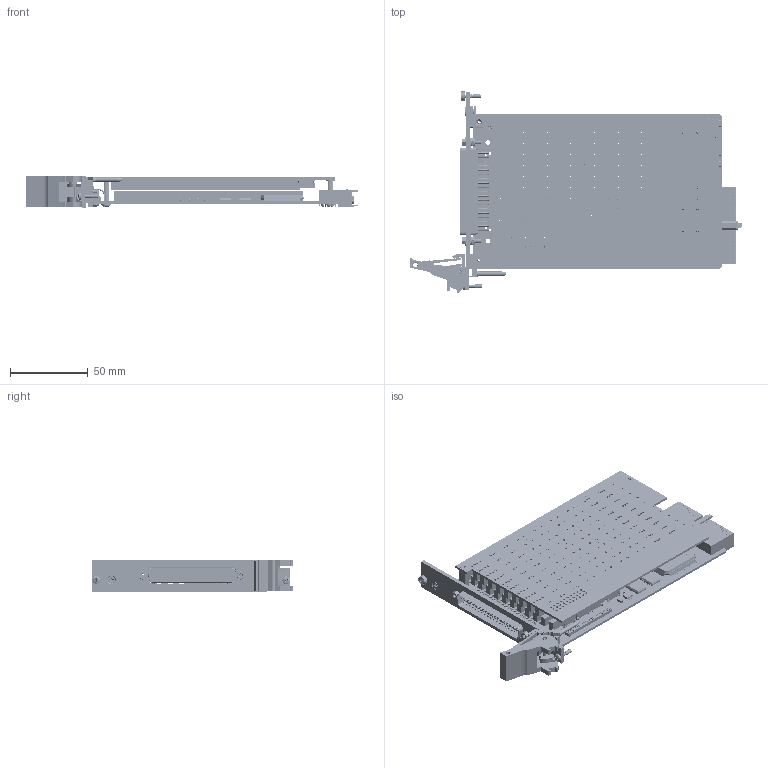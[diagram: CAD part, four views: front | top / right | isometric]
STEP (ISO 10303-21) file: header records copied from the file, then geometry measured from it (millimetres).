
FILE_DESCRIPTION (( 'STEP AP214' ), '1' );
FILE_NAME ('40-295-121-10-12.STEP', '2013-08-23T10:08:10', ( 'admin' ), ( '' ), 'SwSTEP 2.0', 'SolidWorks 2012', '' );
FILE_SCHEMA (( 'AUTOMOTIVE_DESIGN' ));
Length unit declared in the file: millimetre
Products named in the file (1): 40-295-121-10-12
Bounding box: 214.12 x 129.67 x 20 mm (x, y, z)
Surface area: 100272 mm2 (no closed solid volume)
Topology: 0 solids, 1447 shells, 4755 faces, 16195 edges, 12690 vertices
Faces by surface type: plane 3054, cylinder 1327, bspline 284, torus 60, cone 25, sphere 5
Full cylindrical faces by diameter (mm): 0.5 x255, 0.508 x34, 0.6 x110, 0.7 x68, 0.9 x61, 1.1 x36, 1.4 x2, 1.418 x1, 1.455 x1, 1.496 x3, 1.5 x10, 1.523 x1, 1.524 x480, 1.558 x1, 1.575 x3, 1.706 x1, 2 x5, 2.05 x3, 2.497 x1, 2.5 x5, 2.6 x1, 2.7 x1, 2.8 x1, 3 x5, 4.7 x3, 4.85 x2, 5 x4, 5.2 x2, 5.3 x1, 5.7 x2
Entity records: 234040 total; most frequent: CARTESIAN_POINT 51026, DIRECTION 25574, ORIENTED_EDGE 19836, EDGE_CURVE 14334, VERTEX_POINT 12288, LINE 9596, VECTOR 9596, EDGE_LOOP 8181
